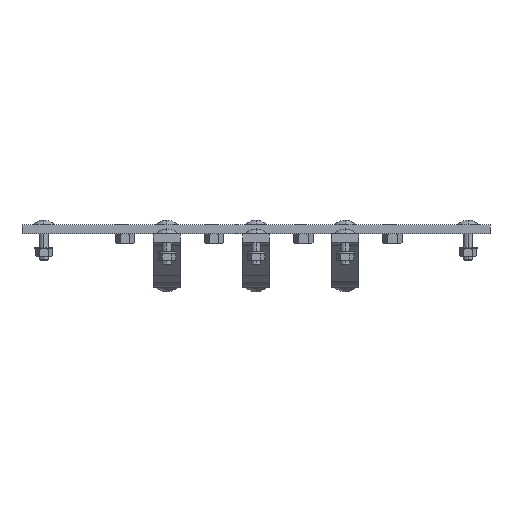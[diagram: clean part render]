
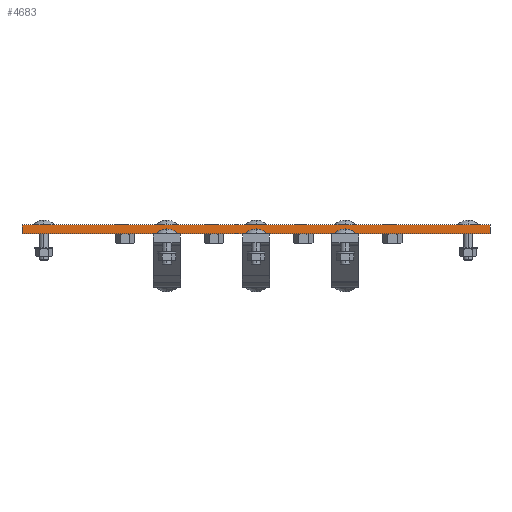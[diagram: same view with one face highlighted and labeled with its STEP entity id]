
A CAD part, front view. The second image highlights one B-rep face of the part: STEP entity #4683.
In plain terms, the highlighted planar face has unit normal (0, -1, 0).
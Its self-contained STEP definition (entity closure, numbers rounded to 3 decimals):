
#4683=ADVANCED_FACE('',(#8948),#8949,.T.);
#8948=FACE_OUTER_BOUND('',#13008,.T.);
#8949=PLANE('',#13009);
#13008=EDGE_LOOP('',(#23626,#23627,#23628,#23629));
#13009=AXIS2_PLACEMENT_3D('',#23630,#23631,#23632);
#23626=ORIENTED_EDGE('',*,*,#27845,.T.);
#23627=ORIENTED_EDGE('',*,*,#27824,.T.);
#23628=ORIENTED_EDGE('',*,*,#27846,.F.);
#23629=ORIENTED_EDGE('',*,*,#27802,.F.);
#23630=CARTESIAN_POINT('',(548.5,678.0,75.308));
#23631=DIRECTION('',(0.,-1.0,0.0));
#23632=DIRECTION('',(-1.0,0.,0.0));
#27802=EDGE_CURVE('',#33558,#33560,#33561,.T.);
#27824=EDGE_CURVE('',#33596,#33601,#33603,.T.);
#27845=EDGE_CURVE('',#33558,#33596,#33640,.T.);
#27846=EDGE_CURVE('',#33560,#33601,#33641,.T.);
#33558=VERTEX_POINT('',#47714);
#33560=VERTEX_POINT('',#47717);
#33561=LINE('',#47718,#47719);
#33596=VERTEX_POINT('',#47771);
#33601=VERTEX_POINT('',#47778);
#33603=LINE('',#47781,#47782);
#33640=LINE('',#47837,#47838);
#33641=LINE('',#47839,#47840);
#47714=CARTESIAN_POINT('',(0.0,678.0,75.308));
#47717=CARTESIAN_POINT('',(525.0,678.0,75.308));
#47718=CARTESIAN_POINT('',(-23.5,678.0,75.308));
#47719=VECTOR('',#51691,1000.0);
#47771=CARTESIAN_POINT('',(0.0,678.0,65.308));
#47778=CARTESIAN_POINT('',(525.0,678.0,65.308));
#47781=CARTESIAN_POINT('',(-23.5,678.0,65.308));
#47782=VECTOR('',#51712,1000.0);
#47837=CARTESIAN_POINT('',(0.0,678.0,75.308));
#47838=VECTOR('',#51731,1000.0);
#47839=CARTESIAN_POINT('',(525.0,678.0,75.308));
#47840=VECTOR('',#51732,1000.0);
#51691=DIRECTION('',(1.0,0.,0.0));
#51712=DIRECTION('',(1.0,0.,0.0));
#51731=DIRECTION('',(0.0,0.0,-1.0));
#51732=DIRECTION('',(0.0,0.0,-1.0));
